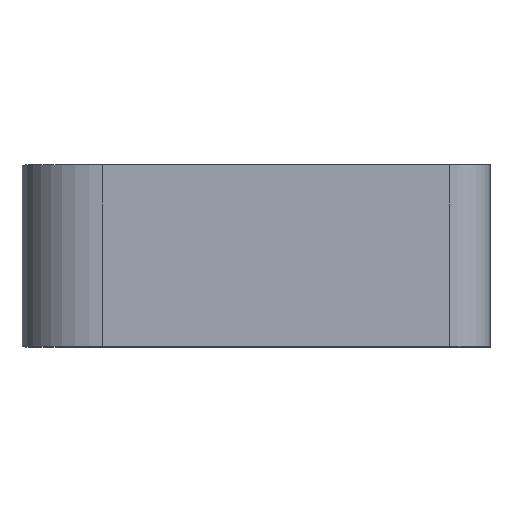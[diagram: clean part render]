
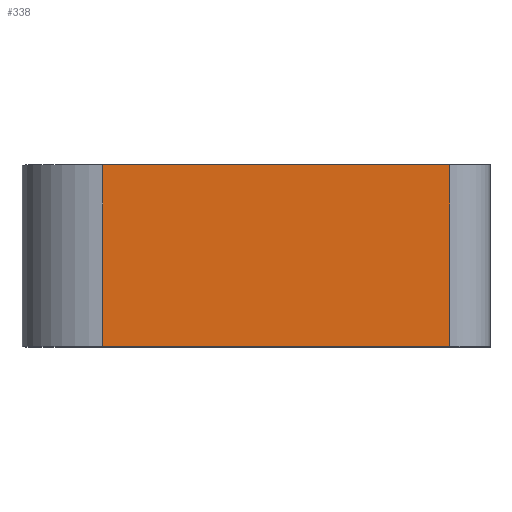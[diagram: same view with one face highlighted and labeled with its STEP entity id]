
A CAD part, top view. The second image highlights one B-rep face of the part: STEP entity #338.
In plain terms, the highlighted planar face has unit normal (0, 0, 1).
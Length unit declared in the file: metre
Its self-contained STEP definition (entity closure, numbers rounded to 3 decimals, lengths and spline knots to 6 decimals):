
#18=PLANE('',#382);
#36=FACE_OUTER_BOUND('',#54,.T.);
#54=EDGE_LOOP('',(#287,#288,#289,#290));
#65=LINE('',#504,#101);
#72=LINE('',#534,#108);
#85=LINE('',#560,#121);
#86=LINE('',#562,#122);
#101=VECTOR('',#405,1.);
#108=VECTOR('',#432,1.);
#121=VECTOR('',#455,1.);
#122=VECTOR('',#458,1.);
#152=VERTEX_POINT('',#501);
#153=VERTEX_POINT('',#503);
#163=VERTEX_POINT('',#527);
#166=VERTEX_POINT('',#532);
#184=EDGE_CURVE('',#152,#153,#65,.T.);
#198=EDGE_CURVE('',#166,#163,#72,.T.);
#213=EDGE_CURVE('',#166,#153,#85,.F.);
#214=EDGE_CURVE('',#152,#163,#86,.T.);
#287=ORIENTED_EDGE('',*,*,#198,.F.);
#288=ORIENTED_EDGE('',*,*,#213,.T.);
#289=ORIENTED_EDGE('',*,*,#184,.F.);
#290=ORIENTED_EDGE('',*,*,#214,.T.);
#338=ADVANCED_FACE('',(#36),#18,.T.);
#382=AXIS2_PLACEMENT_3D('',#575,#467,#468);
#405=DIRECTION('',(0.,-1.,0.));
#432=DIRECTION('',(0.,1.,0.));
#455=DIRECTION('',(-1.,0.,0.));
#458=DIRECTION('',(-1.,0.,0.));
#467=DIRECTION('center_axis',(0.,0.,1.));
#468=DIRECTION('ref_axis',(-1.,0.,0.));
#501=CARTESIAN_POINT('',(-0.056495,0.02,0.027847));
#503=CARTESIAN_POINT('',(-0.056495,0.011,0.027847));
#504=CARTESIAN_POINT('',(-0.056495,0.01603,0.027847));
#527=CARTESIAN_POINT('',(-0.0737,0.02,0.027847));
#532=CARTESIAN_POINT('',(-0.0737,0.011,0.027847));
#534=CARTESIAN_POINT('',(-0.0737,0.01603,0.027847));
#560=CARTESIAN_POINT('',(-0.054745,0.011,0.027847));
#562=CARTESIAN_POINT('',(-0.054745,0.02,0.027847));
#575=CARTESIAN_POINT('Origin',(-0.062995,0.01603,0.027847));
